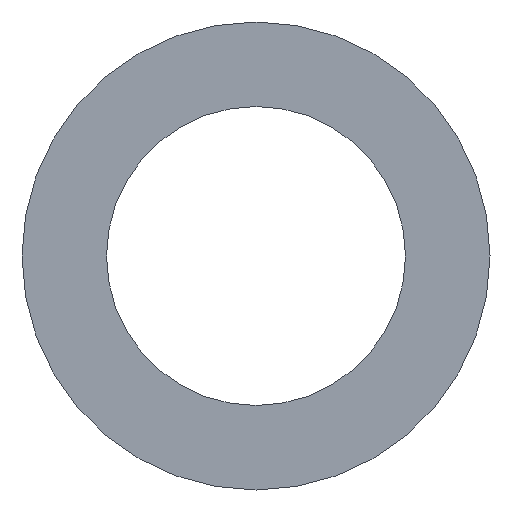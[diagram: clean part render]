
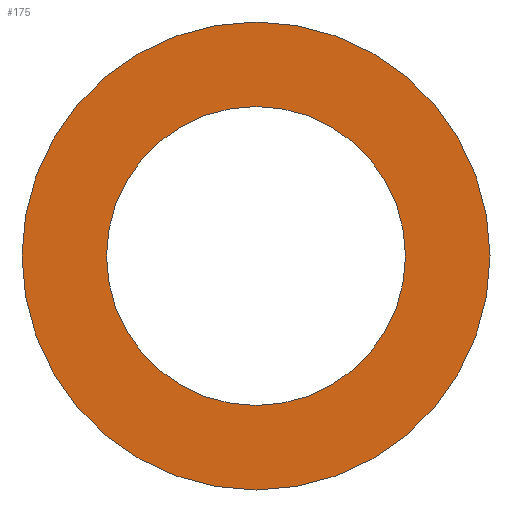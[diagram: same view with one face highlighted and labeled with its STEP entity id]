
A CAD part, front view. The second image highlights one B-rep face of the part: STEP entity #175.
In plain terms, the highlighted planar face has unit normal (0, -1, 0).
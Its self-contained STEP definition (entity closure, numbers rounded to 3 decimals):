
#22 = VERTEX_POINT('',#23);
#23 = CARTESIAN_POINT('',(18.,-7.5,0.));
#32 = CYLINDRICAL_SURFACE('',#33,18.);
#33 = AXIS2_PLACEMENT_3D('',#34,#35,#36);
#34 = CARTESIAN_POINT('',(0.,-7.5,0.));
#35 = DIRECTION('',(0.,-1.,0.));
#36 = DIRECTION('',(1.,0.,0.));
#76 = EDGE_CURVE('',#22,#22,#77,.T.);
#77 = SURFACE_CURVE('',#78,(#83,#89),.PCURVE_S1.);
#78 = CIRCLE('',#79,18.);
#79 = AXIS2_PLACEMENT_3D('',#80,#81,#82);
#80 = CARTESIAN_POINT('',(0.,-7.5,0.));
#81 = DIRECTION('',(0.,1.,0.));
#82 = DIRECTION('',(1.,0.,0.));
#83 = PCURVE('',#32,#84);
#84 = DEFINITIONAL_REPRESENTATION('',(#85),#88);
#85 = B_SPLINE_CURVE_WITH_KNOTS('',1,(#86,#87),.UNSPECIFIED.,.F.,.F.,(2,
    2),(0.,6.283),.PIECEWISE_BEZIER_KNOTS.);
#86 = CARTESIAN_POINT('',(0.,0.));
#87 = CARTESIAN_POINT('',(-6.283,0.));
#88 = ( GEOMETRIC_REPRESENTATION_CONTEXT(2) 
PARAMETRIC_REPRESENTATION_CONTEXT() REPRESENTATION_CONTEXT('2D SPACE',''
  ) );
#89 = PCURVE('',#90,#95);
#90 = PLANE('',#91);
#91 = AXIS2_PLACEMENT_3D('',#92,#93,#94);
#92 = CARTESIAN_POINT('',(0.,-7.5,0.)
  );
#93 = DIRECTION('',(0.,1.,0.));
#94 = DIRECTION('',(1.,0.,0.));
#95 = DEFINITIONAL_REPRESENTATION('',(#96),#100);
#96 = CIRCLE('',#97,18.);
#97 = AXIS2_PLACEMENT_2D('',#98,#99);
#98 = CARTESIAN_POINT('',(0.,0.));
#99 = DIRECTION('',(1.,0.));
#100 = ( GEOMETRIC_REPRESENTATION_CONTEXT(2) 
PARAMETRIC_REPRESENTATION_CONTEXT() REPRESENTATION_CONTEXT('2D SPACE',''
  ) );
#106 = VERTEX_POINT('',#107);
#107 = CARTESIAN_POINT('',(11.5,-7.5,0.));
#116 = CYLINDRICAL_SURFACE('',#117,11.5);
#117 = AXIS2_PLACEMENT_3D('',#118,#119,#120);
#118 = CARTESIAN_POINT('',(0.,-7.5,0.));
#119 = DIRECTION('',(0.,-1.,0.));
#120 = DIRECTION('',(1.,0.,0.));
#155 = EDGE_CURVE('',#106,#106,#156,.T.);
#156 = SURFACE_CURVE('',#157,(#162,#168),.PCURVE_S1.);
#157 = CIRCLE('',#158,11.5);
#158 = AXIS2_PLACEMENT_3D('',#159,#160,#161);
#159 = CARTESIAN_POINT('',(0.,-7.5,0.));
#160 = DIRECTION('',(0.,1.,0.));
#161 = DIRECTION('',(1.,0.,0.));
#162 = PCURVE('',#116,#163);
#163 = DEFINITIONAL_REPRESENTATION('',(#164),#167);
#164 = B_SPLINE_CURVE_WITH_KNOTS('',1,(#165,#166),.UNSPECIFIED.,.F.,.F.,
  (2,2),(0.,6.283),.PIECEWISE_BEZIER_KNOTS.);
#165 = CARTESIAN_POINT('',(0.,0.));
#166 = CARTESIAN_POINT('',(-6.283,0.));
#167 = ( GEOMETRIC_REPRESENTATION_CONTEXT(2) 
PARAMETRIC_REPRESENTATION_CONTEXT() REPRESENTATION_CONTEXT('2D SPACE',''
  ) );
#168 = PCURVE('',#90,#169);
#169 = DEFINITIONAL_REPRESENTATION('',(#170),#174);
#170 = CIRCLE('',#171,11.5);
#171 = AXIS2_PLACEMENT_2D('',#172,#173);
#172 = CARTESIAN_POINT('',(0.,0.));
#173 = DIRECTION('',(1.,0.));
#174 = ( GEOMETRIC_REPRESENTATION_CONTEXT(2) 
PARAMETRIC_REPRESENTATION_CONTEXT() REPRESENTATION_CONTEXT('2D SPACE',''
  ) );
#175 = ADVANCED_FACE('',(#176,#179),#90,.F.);
#176 = FACE_BOUND('',#177,.F.);
#177 = EDGE_LOOP('',(#178));
#178 = ORIENTED_EDGE('',*,*,#76,.T.);
#179 = FACE_BOUND('',#180,.F.);
#180 = EDGE_LOOP('',(#181));
#181 = ORIENTED_EDGE('',*,*,#155,.F.);
